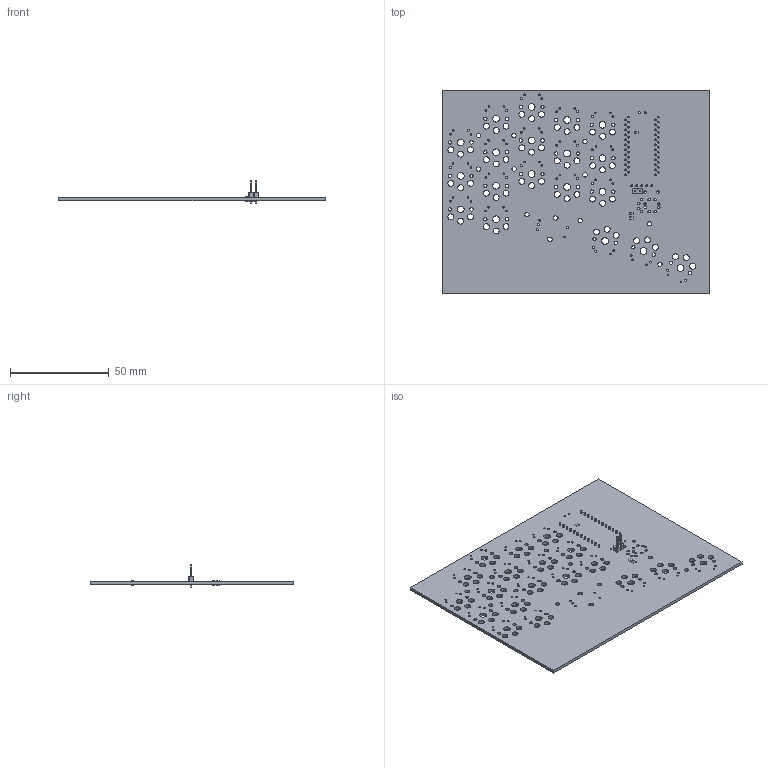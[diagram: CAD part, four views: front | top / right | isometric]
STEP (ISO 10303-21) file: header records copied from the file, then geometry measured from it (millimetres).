
FILE_DESCRIPTION(('KiCad electronic assembly'),'2;1');
FILE_NAME('PCB.step','2024-08-04T04:37:17',('Pcbnew'),('Kicad'), 'Open CASCADE STEP processor 7.8','KiCad to STEP converter','Unknown' );
FILE_SCHEMA(('AUTOMOTIVE_DESIGN { 1 0 10303 214 1 1 1 1 }'));
Length unit declared in the file: millimetre
Products named in the file (6): PCB 1; R_0805_2012Metric; PinHeader_1x02_P2.54mm_Vertical; PinHeader_1x02_P254mm_Vertical; chocofi_PCB
Assembly tree (10 placements, depth 3):
  PCB 1
    R_0805_2012Metric  x6
      R_0805_2012Metric
    PinHeader_1x02_P2.54mm_Vertical
      PinHeader_1x02_P254mm_Vertical
    chocofi_PCB
Bounding box: 135.08 x 103.21 x 11.54 mm (x, y, z)
Volume: 21053 mm3; surface area: 29518.1 mm2
Topology: 8 solids, 8 shells, 522 faces, 1466 edges, 964 vertices
Faces by surface type: cylinder 336, plane 186
Full cylindrical faces by diameter (mm): 0.813 x91, 0.9 x2, 0.991 x38, 1 x7, 1.2 x4, 1.3 x2, 1.702 x38, 2.2 x10, 3 x57, 3.429 x19
Entity records: 14932 total; most frequent: DIRECTION 2524, CARTESIAN_POINT 2273, ORIENTED_EDGE 2252, EDGE_CURVE 1126, AXIS2_PLACEMENT_3D 995, FACE_BOUND 952, EDGE_LOOP 952, VERTEX_POINT 744
